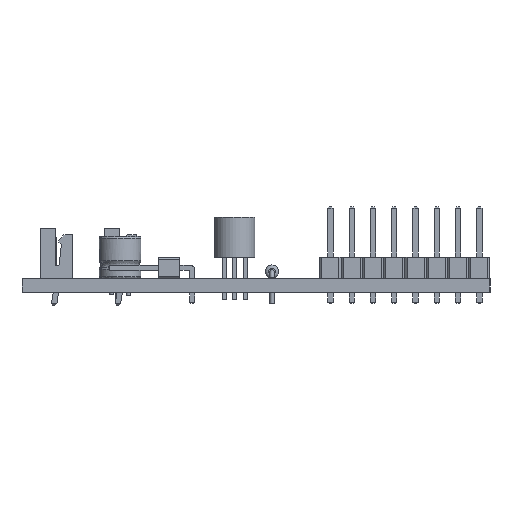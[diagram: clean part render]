
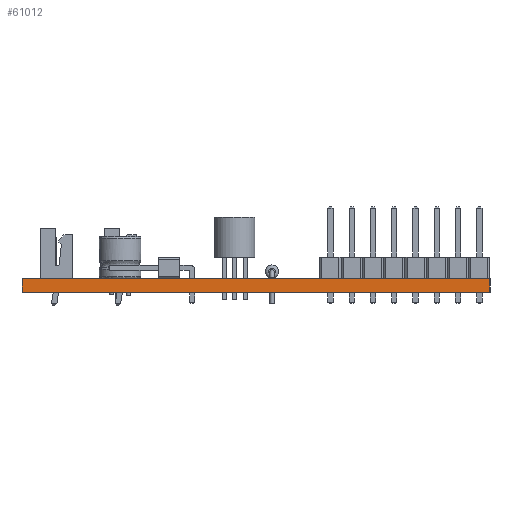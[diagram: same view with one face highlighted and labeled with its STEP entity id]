
A CAD part, left-side view. The second image highlights one B-rep face of the part: STEP entity #61012.
In plain terms, the highlighted planar face has unit normal (-1, 0, 0).
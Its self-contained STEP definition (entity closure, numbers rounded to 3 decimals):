
#60896 = EDGE_CURVE('',#60897,#60899,#60901,.T.);
#60897 = VERTEX_POINT('',#60898);
#60898 = CARTESIAN_POINT('',(55.88,-39.37,0.));
#60899 = VERTEX_POINT('',#60900);
#60900 = CARTESIAN_POINT('',(55.88,-39.37,1.6));
#60901 = SURFACE_CURVE('',#60902,(#60906,#60918),.PCURVE_S1.);
#60902 = LINE('',#60903,#60904);
#60903 = CARTESIAN_POINT('',(55.88,-39.37,0.));
#60904 = VECTOR('',#60905,1.);
#60905 = DIRECTION('',(0.,0.,1.));
#60906 = PCURVE('',#60907,#60912);
#60907 = PLANE('',#60908);
#60908 = AXIS2_PLACEMENT_3D('',#60909,#60910,#60911);
#60909 = CARTESIAN_POINT('',(55.88,-39.37,0.));
#60910 = DIRECTION('',(0.,1.,0.));
#60911 = DIRECTION('',(1.,0.,0.));
#60912 = DEFINITIONAL_REPRESENTATION('',(#60913),#60917);
#60913 = LINE('',#60914,#60915);
#60914 = CARTESIAN_POINT('',(0.,0.));
#60915 = VECTOR('',#60916,1.);
#60916 = DIRECTION('',(0.,-1.));
#60917 = ( GEOMETRIC_REPRESENTATION_CONTEXT(2) 
PARAMETRIC_REPRESENTATION_CONTEXT() REPRESENTATION_CONTEXT('2D SPACE',''
  ) );
#60918 = PCURVE('',#60919,#60924);
#60919 = PLANE('',#60920);
#60920 = AXIS2_PLACEMENT_3D('',#60921,#60922,#60923);
#60921 = CARTESIAN_POINT('',(55.88,-95.25,0.));
#60922 = DIRECTION('',(-1.,0.,0.));
#60923 = DIRECTION('',(0.,1.,0.));
#60924 = DEFINITIONAL_REPRESENTATION('',(#60925),#60929);
#60925 = LINE('',#60926,#60927);
#60926 = CARTESIAN_POINT('',(55.88,0.));
#60927 = VECTOR('',#60928,1.);
#60928 = DIRECTION('',(0.,-1.));
#60929 = ( GEOMETRIC_REPRESENTATION_CONTEXT(2) 
PARAMETRIC_REPRESENTATION_CONTEXT() REPRESENTATION_CONTEXT('2D SPACE',''
  ) );
#60947 = PLANE('',#60948);
#60948 = AXIS2_PLACEMENT_3D('',#60949,#60950,#60951);
#60949 = CARTESIAN_POINT('',(92.075,-67.31,1.6));
#60950 = DIRECTION('',(0.,0.,-1.));
#60951 = DIRECTION('',(-1.,0.,0.));
#61001 = PLANE('',#61002);
#61002 = AXIS2_PLACEMENT_3D('',#61003,#61004,#61005);
#61003 = CARTESIAN_POINT('',(92.075,-67.31,0.));
#61004 = DIRECTION('',(0.,0.,-1.));
#61005 = DIRECTION('',(-1.,0.,0.));
#61012 = ADVANCED_FACE('',(#61013),#60919,.T.);
#61013 = FACE_BOUND('',#61014,.T.);
#61014 = EDGE_LOOP('',(#61015,#61045,#61066,#61067));
#61015 = ORIENTED_EDGE('',*,*,#61016,.T.);
#61016 = EDGE_CURVE('',#61017,#61019,#61021,.T.);
#61017 = VERTEX_POINT('',#61018);
#61018 = CARTESIAN_POINT('',(55.88,-95.25,0.));
#61019 = VERTEX_POINT('',#61020);
#61020 = CARTESIAN_POINT('',(55.88,-95.25,1.6));
#61021 = SURFACE_CURVE('',#61022,(#61026,#61033),.PCURVE_S1.);
#61022 = LINE('',#61023,#61024);
#61023 = CARTESIAN_POINT('',(55.88,-95.25,0.));
#61024 = VECTOR('',#61025,1.);
#61025 = DIRECTION('',(0.,0.,1.));
#61026 = PCURVE('',#60919,#61027);
#61027 = DEFINITIONAL_REPRESENTATION('',(#61028),#61032);
#61028 = LINE('',#61029,#61030);
#61029 = CARTESIAN_POINT('',(0.,0.));
#61030 = VECTOR('',#61031,1.);
#61031 = DIRECTION('',(0.,-1.));
#61032 = ( GEOMETRIC_REPRESENTATION_CONTEXT(2) 
PARAMETRIC_REPRESENTATION_CONTEXT() REPRESENTATION_CONTEXT('2D SPACE',''
  ) );
#61033 = PCURVE('',#61034,#61039);
#61034 = PLANE('',#61035);
#61035 = AXIS2_PLACEMENT_3D('',#61036,#61037,#61038);
#61036 = CARTESIAN_POINT('',(128.27,-95.25,0.));
#61037 = DIRECTION('',(0.,-1.,0.));
#61038 = DIRECTION('',(-1.,0.,0.));
#61039 = DEFINITIONAL_REPRESENTATION('',(#61040),#61044);
#61040 = LINE('',#61041,#61042);
#61041 = CARTESIAN_POINT('',(72.39,0.));
#61042 = VECTOR('',#61043,1.);
#61043 = DIRECTION('',(0.,-1.));
#61044 = ( GEOMETRIC_REPRESENTATION_CONTEXT(2) 
PARAMETRIC_REPRESENTATION_CONTEXT() REPRESENTATION_CONTEXT('2D SPACE',''
  ) );
#61045 = ORIENTED_EDGE('',*,*,#61046,.T.);
#61046 = EDGE_CURVE('',#61019,#60899,#61047,.T.);
#61047 = SURFACE_CURVE('',#61048,(#61052,#61059),.PCURVE_S1.);
#61048 = LINE('',#61049,#61050);
#61049 = CARTESIAN_POINT('',(55.88,-95.25,1.6));
#61050 = VECTOR('',#61051,1.);
#61051 = DIRECTION('',(0.,1.,0.));
#61052 = PCURVE('',#60919,#61053);
#61053 = DEFINITIONAL_REPRESENTATION('',(#61054),#61058);
#61054 = LINE('',#61055,#61056);
#61055 = CARTESIAN_POINT('',(0.,-1.6));
#61056 = VECTOR('',#61057,1.);
#61057 = DIRECTION('',(1.,0.));
#61058 = ( GEOMETRIC_REPRESENTATION_CONTEXT(2) 
PARAMETRIC_REPRESENTATION_CONTEXT() REPRESENTATION_CONTEXT('2D SPACE',''
  ) );
#61059 = PCURVE('',#60947,#61060);
#61060 = DEFINITIONAL_REPRESENTATION('',(#61061),#61065);
#61061 = LINE('',#61062,#61063);
#61062 = CARTESIAN_POINT('',(36.195,-27.94));
#61063 = VECTOR('',#61064,1.);
#61064 = DIRECTION('',(0.,1.));
#61065 = ( GEOMETRIC_REPRESENTATION_CONTEXT(2) 
PARAMETRIC_REPRESENTATION_CONTEXT() REPRESENTATION_CONTEXT('2D SPACE',''
  ) );
#61066 = ORIENTED_EDGE('',*,*,#60896,.F.);
#61067 = ORIENTED_EDGE('',*,*,#61068,.F.);
#61068 = EDGE_CURVE('',#61017,#60897,#61069,.T.);
#61069 = SURFACE_CURVE('',#61070,(#61074,#61081),.PCURVE_S1.);
#61070 = LINE('',#61071,#61072);
#61071 = CARTESIAN_POINT('',(55.88,-95.25,0.));
#61072 = VECTOR('',#61073,1.);
#61073 = DIRECTION('',(0.,1.,0.));
#61074 = PCURVE('',#60919,#61075);
#61075 = DEFINITIONAL_REPRESENTATION('',(#61076),#61080);
#61076 = LINE('',#61077,#61078);
#61077 = CARTESIAN_POINT('',(0.,0.));
#61078 = VECTOR('',#61079,1.);
#61079 = DIRECTION('',(1.,0.));
#61080 = ( GEOMETRIC_REPRESENTATION_CONTEXT(2) 
PARAMETRIC_REPRESENTATION_CONTEXT() REPRESENTATION_CONTEXT('2D SPACE',''
  ) );
#61081 = PCURVE('',#61001,#61082);
#61082 = DEFINITIONAL_REPRESENTATION('',(#61083),#61087);
#61083 = LINE('',#61084,#61085);
#61084 = CARTESIAN_POINT('',(36.195,-27.94));
#61085 = VECTOR('',#61086,1.);
#61086 = DIRECTION('',(0.,1.));
#61087 = ( GEOMETRIC_REPRESENTATION_CONTEXT(2) 
PARAMETRIC_REPRESENTATION_CONTEXT() REPRESENTATION_CONTEXT('2D SPACE',''
  ) );
